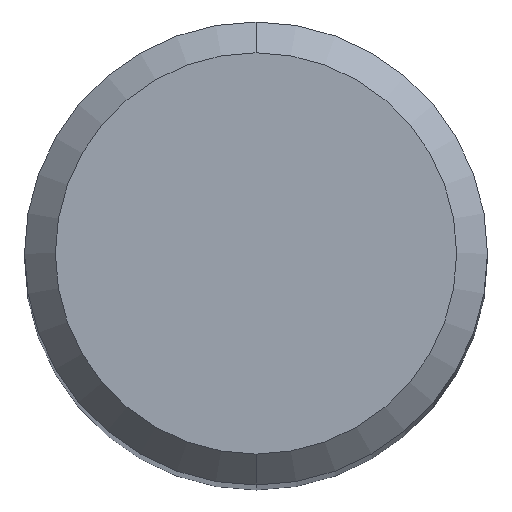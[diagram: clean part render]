
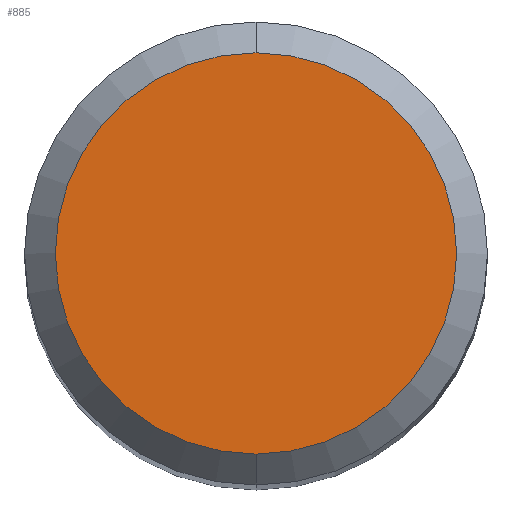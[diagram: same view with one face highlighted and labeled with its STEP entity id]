
A CAD part, top view. The second image highlights one B-rep face of the part: STEP entity #885.
In plain terms, the highlighted planar face has unit normal (0, 0, 1).
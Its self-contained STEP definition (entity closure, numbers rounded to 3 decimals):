
#521=EDGE_CURVE('',#1097,#1361,#1484,.T.);
#885=ADVANCED_FACE('',(#1877),#1878,.T.);
#1019=EDGE_CURVE('',#1361,#1097,#2027,.T.);
#1097=VERTEX_POINT('',#2113);
#1361=VERTEX_POINT('',#2401);
#1484=CIRCLE('',#3238,2.6);
#1877=FACE_OUTER_BOUND('',#6984,.T.);
#1878=PLANE('',#6985);
#2027=CIRCLE('',#8391,2.6);
#2113=CARTESIAN_POINT('',(0.0,2.6,0.0));
#2401=CARTESIAN_POINT('',(0.,-2.6,0.0));
#3238=AXIS2_PLACEMENT_3D('',#13478,#13479,#13480);
#6984=EDGE_LOOP('',(#13856,#13857));
#6985=AXIS2_PLACEMENT_3D('',#13858,#13859,#13860);
#8391=AXIS2_PLACEMENT_3D('',#14015,#14016,#14017);
#13478=CARTESIAN_POINT('',(0.0,0.0,0.0));
#13479=DIRECTION('',(0.0,0.0,-1.0));
#13480=DIRECTION('',(0.0,1.0,0.0));
#13856=ORIENTED_EDGE('',*,*,#521,.F.);
#13857=ORIENTED_EDGE('',*,*,#1019,.F.);
#13858=CARTESIAN_POINT('',(0.0,1.3,0.0));
#13859=DIRECTION('',(-0.0,0.0,1.0));
#13860=DIRECTION('',(0.0,-1.0,0.0));
#14015=CARTESIAN_POINT('',(0.0,0.0,0.0));
#14016=DIRECTION('',(0.0,0.0,-1.0));
#14017=DIRECTION('',(0.0,1.0,0.0));
